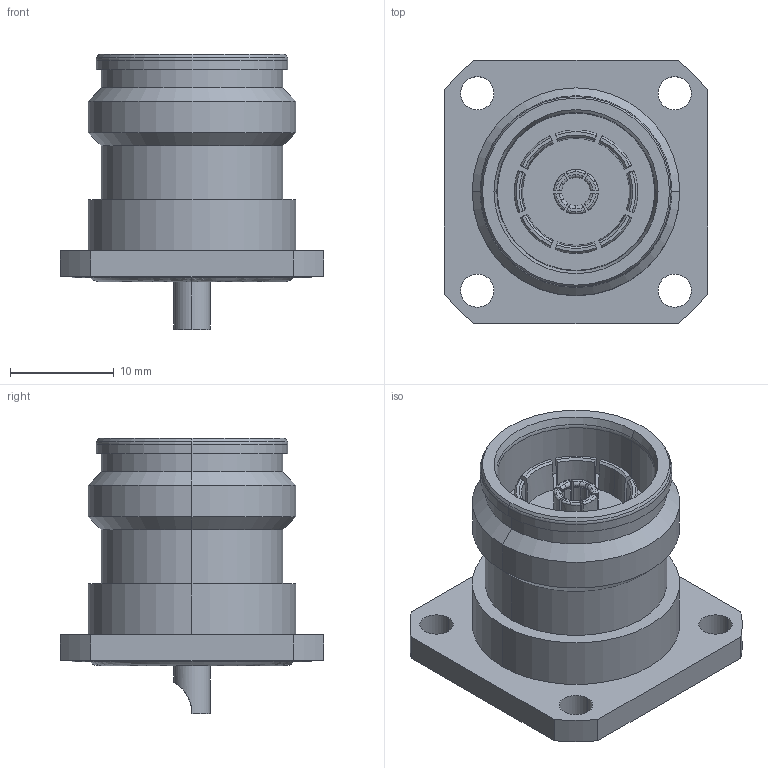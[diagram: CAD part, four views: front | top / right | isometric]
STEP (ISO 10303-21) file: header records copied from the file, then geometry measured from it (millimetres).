
FILE_DESCRIPTION (( 'STEP AP214' ), '1' );
FILE_NAME ('J01441A0034.STEP', '2019-10-01T07:50:12', ( '' ), ( '' ), 'SwSTEP 2.0', 'SolidWorks 2018', '' );
FILE_SCHEMA (( 'AUTOMOTIVE_DESIGN' ));
Length unit declared in the file: millimetre
Products named in the file (1): J01441A0034
Bounding box: 25.4 x 25.4 x 26.5 mm (x, y, z)
Volume: 5610 mm3; surface area: 3978 mm2
Topology: 2 solids, 2 shells, 228 faces, 552 edges, 352 vertices
Faces by surface type: cylinder 67, plane 61, torus 54, cone 42, bspline 4
Entity records: 9566 total; most frequent: CARTESIAN_POINT 1798, ORIENTED_EDGE 1104, DIRECTION 1104, EDGE_CURVE 552, AXIS2_PLACEMENT_3D 462, VERTEX_POINT 352, EDGE_LOOP 262, CIRCLE 237
